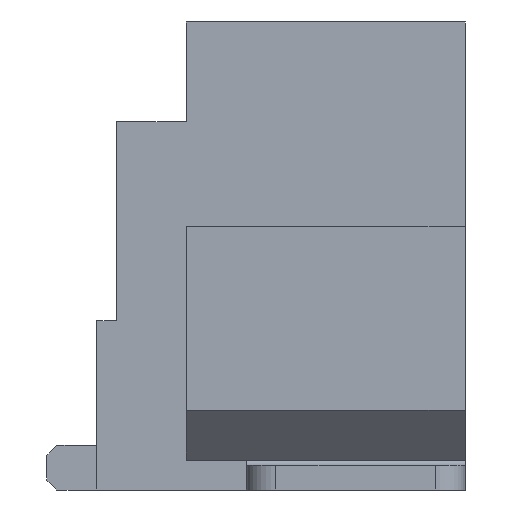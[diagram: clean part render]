
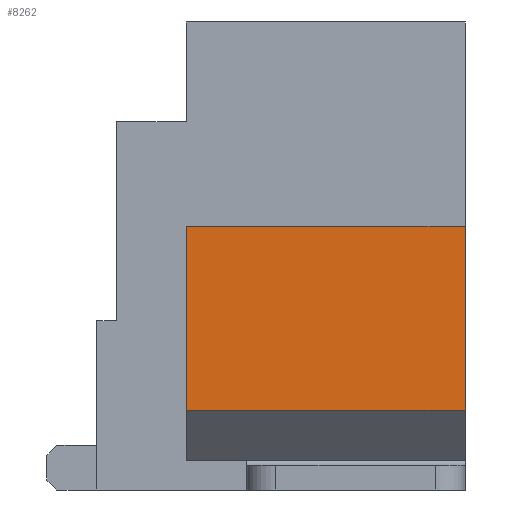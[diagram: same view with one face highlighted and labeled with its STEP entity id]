
A CAD part, left-side view. The second image highlights one B-rep face of the part: STEP entity #8262.
In plain terms, the highlighted planar face has unit normal (-1, 0, 0).
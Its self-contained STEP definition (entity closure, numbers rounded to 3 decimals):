
#44 = PLANE('',#45);
#45 = AXIS2_PLACEMENT_3D('',#46,#47,#48);
#46 = CARTESIAN_POINT('',(-5.875,-2.475,0.));
#47 = DIRECTION('',(0.,1.,0.));
#48 = DIRECTION('',(0.,0.,1.));
#454 = VERTEX_POINT('',#455);
#455 = CARTESIAN_POINT('',(-7.625,-2.475,0.8));
#469 = PLANE('',#470);
#470 = AXIS2_PLACEMENT_3D('',#471,#472,#473);
#471 = CARTESIAN_POINT('',(-7.125,-2.475,0.3));
#472 = DIRECTION('',(0.707,0.,0.707));
#473 = DIRECTION('',(-0.707,0.,0.707));
#481 = EDGE_CURVE('',#454,#482,#484,.T.);
#482 = VERTEX_POINT('',#483);
#483 = CARTESIAN_POINT('',(-7.625,-2.475,2.65));
#484 = SURFACE_CURVE('',#485,(#489,#496),.PCURVE_S1.);
#485 = LINE('',#486,#487);
#486 = CARTESIAN_POINT('',(-7.625,-2.475,0.8));
#487 = VECTOR('',#488,1.);
#488 = DIRECTION('',(0.,0.,1.));
#489 = PCURVE('',#44,#490);
#490 = DEFINITIONAL_REPRESENTATION('',(#491),#495);
#491 = LINE('',#492,#493);
#492 = CARTESIAN_POINT('',(0.8,-1.75));
#493 = VECTOR('',#494,1.);
#494 = DIRECTION('',(1.,0.));
#495 = ( GEOMETRIC_REPRESENTATION_CONTEXT(2)
PARAMETRIC_REPRESENTATION_CONTEXT() REPRESENTATION_CONTEXT('2D SPACE',''
) );
#496 = PCURVE('',#497,#502);
#497 = PLANE('',#498);
#498 = AXIS2_PLACEMENT_3D('',#499,#500,#501);
#499 = CARTESIAN_POINT('',(-7.625,-2.475,0.8));
#500 = DIRECTION('',(1.,0.,0.));
#501 = DIRECTION('',(0.,0.,1.));
#502 = DEFINITIONAL_REPRESENTATION('',(#503),#507);
#503 = LINE('',#504,#505);
#504 = CARTESIAN_POINT('',(0.,0.));
#505 = VECTOR('',#506,1.);
#506 = DIRECTION('',(1.,0.));
#507 = ( GEOMETRIC_REPRESENTATION_CONTEXT(2)
PARAMETRIC_REPRESENTATION_CONTEXT() REPRESENTATION_CONTEXT('2D SPACE',''
) );
#525 = PLANE('',#526);
#526 = AXIS2_PLACEMENT_3D('',#527,#528,#529);
#527 = CARTESIAN_POINT('',(-7.625,-2.475,2.65));
#528 = DIRECTION('',(0.,0.,-1.));
#529 = DIRECTION('',(1.,0.,0.));
#3560 = PLANE('',#3561);
#3561 = AXIS2_PLACEMENT_3D('',#3562,#3563,#3564);
#3562 = CARTESIAN_POINT('',(-5.875,0.325,0.3));
#3563 = DIRECTION('',(0.,-1.,0.));
#3564 = DIRECTION('',(0.,0.,-1.));
#8217 = EDGE_CURVE('',#482,#8218,#8220,.T.);
#8218 = VERTEX_POINT('',#8219);
#8219 = CARTESIAN_POINT('',(-7.625,0.325,2.65));
#8220 = SURFACE_CURVE('',#8221,(#8225,#8232),.PCURVE_S1.);
#8221 = LINE('',#8222,#8223);
#8222 = CARTESIAN_POINT('',(-7.625,-2.475,2.65));
#8223 = VECTOR('',#8224,1.);
#8224 = DIRECTION('',(0.,1.,0.));
#8225 = PCURVE('',#525,#8226);
#8226 = DEFINITIONAL_REPRESENTATION('',(#8227),#8231);
#8227 = LINE('',#8228,#8229);
#8228 = CARTESIAN_POINT('',(0.,0.));
#8229 = VECTOR('',#8230,1.);
#8230 = DIRECTION('',(0.,-1.));
#8231 = ( GEOMETRIC_REPRESENTATION_CONTEXT(2)
PARAMETRIC_REPRESENTATION_CONTEXT() REPRESENTATION_CONTEXT('2D SPACE',''
) );
#8232 = PCURVE('',#497,#8233);
#8233 = DEFINITIONAL_REPRESENTATION('',(#8234),#8238);
#8234 = LINE('',#8235,#8236);
#8235 = CARTESIAN_POINT('',(1.85,0.));
#8236 = VECTOR('',#8237,1.);
#8237 = DIRECTION('',(0.,-1.));
#8238 = ( GEOMETRIC_REPRESENTATION_CONTEXT(2)
PARAMETRIC_REPRESENTATION_CONTEXT() REPRESENTATION_CONTEXT('2D SPACE',''
) );
#8262 = ADVANCED_FACE('',(#8263),#497,.F.);
#8263 = FACE_BOUND('',#8264,.F.);
#8264 = EDGE_LOOP('',(#8265,#8288,#8309,#8310));
#8265 = ORIENTED_EDGE('',*,*,#8266,.T.);
#8266 = EDGE_CURVE('',#454,#8267,#8269,.T.);
#8267 = VERTEX_POINT('',#8268);
#8268 = CARTESIAN_POINT('',(-7.625,0.325,0.8));
#8269 = SURFACE_CURVE('',#8270,(#8274,#8281),.PCURVE_S1.);
#8270 = LINE('',#8271,#8272);
#8271 = CARTESIAN_POINT('',(-7.625,-2.475,0.8));
#8272 = VECTOR('',#8273,1.);
#8273 = DIRECTION('',(0.,1.,0.));
#8274 = PCURVE('',#497,#8275);
#8275 = DEFINITIONAL_REPRESENTATION('',(#8276),#8280);
#8276 = LINE('',#8277,#8278);
#8277 = CARTESIAN_POINT('',(0.,0.));
#8278 = VECTOR('',#8279,1.);
#8279 = DIRECTION('',(0.,-1.));
#8280 = ( GEOMETRIC_REPRESENTATION_CONTEXT(2)
PARAMETRIC_REPRESENTATION_CONTEXT() REPRESENTATION_CONTEXT('2D SPACE',''
) );
#8281 = PCURVE('',#469,#8282);
#8282 = DEFINITIONAL_REPRESENTATION('',(#8283),#8287);
#8283 = LINE('',#8284,#8285);
#8284 = CARTESIAN_POINT('',(0.707,0.));
#8285 = VECTOR('',#8286,1.);
#8286 = DIRECTION('',(0.,-1.));
#8287 = ( GEOMETRIC_REPRESENTATION_CONTEXT(2)
PARAMETRIC_REPRESENTATION_CONTEXT() REPRESENTATION_CONTEXT('2D SPACE',''
) );
#8288 = ORIENTED_EDGE('',*,*,#8289,.T.);
#8289 = EDGE_CURVE('',#8267,#8218,#8290,.T.);
#8290 = SURFACE_CURVE('',#8291,(#8295,#8302),.PCURVE_S1.);
#8291 = LINE('',#8292,#8293);
#8292 = CARTESIAN_POINT('',(-7.625,0.325,0.8));
#8293 = VECTOR('',#8294,1.);
#8294 = DIRECTION('',(0.,0.,1.));
#8295 = PCURVE('',#497,#8296);
#8296 = DEFINITIONAL_REPRESENTATION('',(#8297),#8301);
#8297 = LINE('',#8298,#8299);
#8298 = CARTESIAN_POINT('',(0.,-2.8));
#8299 = VECTOR('',#8300,1.);
#8300 = DIRECTION('',(1.,0.));
#8301 = ( GEOMETRIC_REPRESENTATION_CONTEXT(2)
PARAMETRIC_REPRESENTATION_CONTEXT() REPRESENTATION_CONTEXT('2D SPACE',''
) );
#8302 = PCURVE('',#3560,#8303);
#8303 = DEFINITIONAL_REPRESENTATION('',(#8304),#8308);
#8304 = LINE('',#8305,#8306);
#8305 = CARTESIAN_POINT('',(-0.5,-1.75));
#8306 = VECTOR('',#8307,1.);
#8307 = DIRECTION('',(-1.,0.));
#8308 = ( GEOMETRIC_REPRESENTATION_CONTEXT(2)
PARAMETRIC_REPRESENTATION_CONTEXT() REPRESENTATION_CONTEXT('2D SPACE',''
) );
#8309 = ORIENTED_EDGE('',*,*,#8217,.F.);
#8310 = ORIENTED_EDGE('',*,*,#481,.F.);
